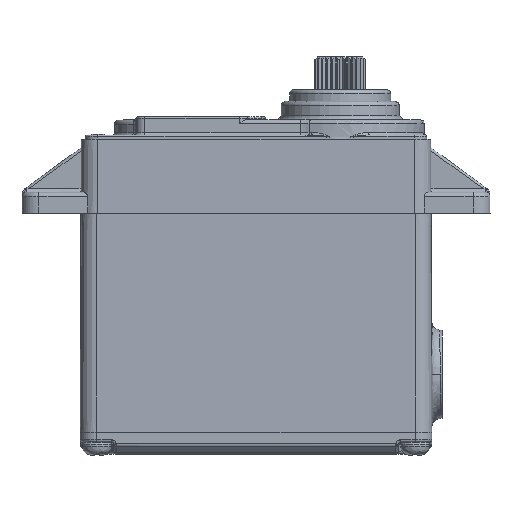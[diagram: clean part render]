
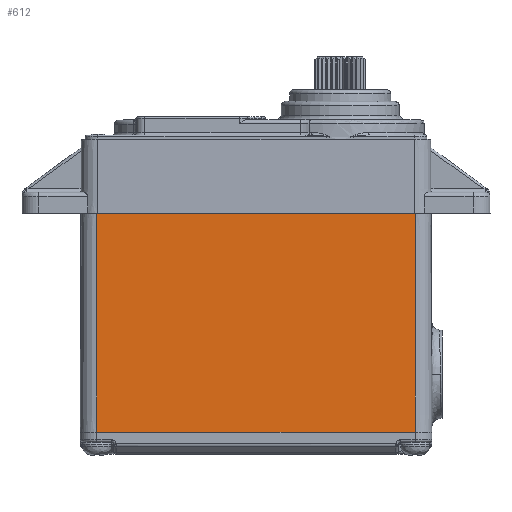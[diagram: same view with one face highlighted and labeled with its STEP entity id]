
A CAD part, top view. The second image highlights one B-rep face of the part: STEP entity #612.
In plain terms, the highlighted planar face has unit normal (0, 0.004, 1).
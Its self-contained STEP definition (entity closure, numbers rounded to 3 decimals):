
#113=DIRECTION('',(1.,0.,0.));
#114=VECTOR('',#113,37.8);
#115=CARTESIAN_POINT('',(-18.9,0.,10.5));
#116=LINE('',#115,#114);
#172=DIRECTION('',(0.,-1.,0.004));
#173=VECTOR('',#172,26.);
#174=CARTESIAN_POINT('',(-18.9,26.,10.4));
#175=LINE('',#174,#173);
#276=DIRECTION('',(0.,1.,-0.004));
#277=VECTOR('',#276,26.);
#278=CARTESIAN_POINT('',(18.9,0.,10.5));
#279=LINE('',#278,#277);
#290=DIRECTION('',(1.,0.,0.));
#291=VECTOR('',#290,37.8);
#292=CARTESIAN_POINT('',(-18.9,26.,10.4));
#293=LINE('',#292,#291);
#432=CARTESIAN_POINT('',(-18.9,0.,10.5));
#434=VERTEX_POINT('',#432);
#435=CARTESIAN_POINT('',(18.9,0.,10.5));
#436=VERTEX_POINT('',#435);
#449=CARTESIAN_POINT('',(-18.9,26.,10.4));
#450=VERTEX_POINT('',#449);
#463=CARTESIAN_POINT('',(18.9,26.,10.4));
#464=VERTEX_POINT('',#463);
#600=CARTESIAN_POINT('',(-18.9,0.,10.5));
#601=DIRECTION('',(0.,-0.004,-1.));
#602=DIRECTION('',(0.,1.,-0.004));
#603=AXIS2_PLACEMENT_3D('',#600,#601,#602);
#604=PLANE('',#603);
#605=ORIENTED_EDGE('',*,*,#478,.F.);
#606=ORIENTED_EDGE('',*,*,#505,.F.);
#608=ORIENTED_EDGE('',*,*,#607,.T.);
#609=ORIENTED_EDGE('',*,*,#592,.F.);
#610=EDGE_LOOP('',(#605,#606,#608,#609));
#611=FACE_OUTER_BOUND('',#610,.F.);
#612=ADVANCED_FACE('',(#611),#604,.F.);
#478=EDGE_CURVE('',#434,#436,#116,.T.);
#505=EDGE_CURVE('',#450,#434,#175,.T.);
#592=EDGE_CURVE('',#436,#464,#279,.T.);
#607=EDGE_CURVE('',#450,#464,#293,.T.);
